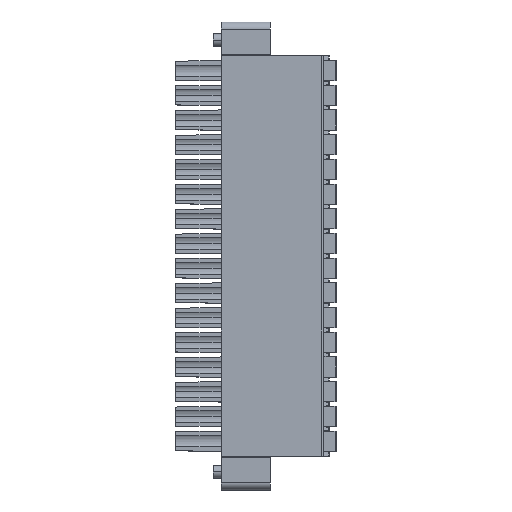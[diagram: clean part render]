
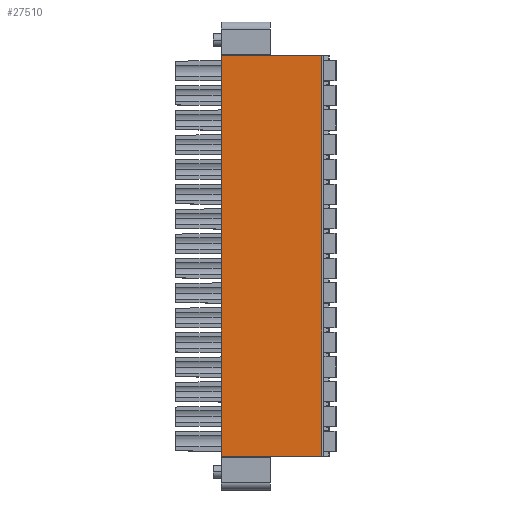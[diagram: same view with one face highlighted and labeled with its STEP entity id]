
A CAD part, top view. The second image highlights one B-rep face of the part: STEP entity #27510.
In plain terms, the highlighted planar face has unit normal (0, 0, 1).
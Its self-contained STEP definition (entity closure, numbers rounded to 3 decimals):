
#8508=DIRECTION('',(0.,1.,0.));
#8509=VECTOR('',#8508,56.7);
#8510=CARTESIAN_POINT('',(-6.625,-35.645,23.4));
#8511=LINE('',#8510,#8509);
#8512=DIRECTION('',(0.,-1.,0.));
#8513=VECTOR('',#8512,56.7);
#8514=CARTESIAN_POINT('',(7.575,21.055,23.4));
#8515=LINE('',#8514,#8513);
#8516=DIRECTION('',(-1.,0.,0.));
#8517=VECTOR('',#8516,6.95);
#8518=CARTESIAN_POINT('',(0.325,21.055,23.4));
#8519=LINE('',#8518,#8517);
#8600=DIRECTION('',(-1.,0.,0.));
#8601=VECTOR('',#8600,7.25);
#8602=CARTESIAN_POINT('',(7.575,21.055,23.4));
#8603=LINE('',#8602,#8601);
#8886=DIRECTION('',(1.,0.,0.));
#8887=VECTOR('',#8886,7.25);
#8888=CARTESIAN_POINT('',(0.325,-35.645,23.4));
#8889=LINE('',#8888,#8887);
#10031=DIRECTION('',(1.,0.,0.));
#10032=VECTOR('',#10031,6.95);
#10033=CARTESIAN_POINT('',(-6.625,-35.645,23.4));
#10034=LINE('',#10033,#10032);
#12489=CARTESIAN_POINT('',(-6.625,-35.645,23.4));
#12491=VERTEX_POINT('',#12489);
#12658=CARTESIAN_POINT('',(7.575,-35.645,23.4));
#12659=VERTEX_POINT('',#12658);
#12660=CARTESIAN_POINT('',(0.325,-35.645,23.4));
#12661=VERTEX_POINT('',#12660);
#15676=CARTESIAN_POINT('',(-6.625,21.055,23.4));
#15677=VERTEX_POINT('',#15676);
#15757=CARTESIAN_POINT('',(7.575,21.055,23.4));
#15758=VERTEX_POINT('',#15757);
#15759=CARTESIAN_POINT('',(0.325,21.055,23.4));
#15760=VERTEX_POINT('',#15759);
#27493=CARTESIAN_POINT('',(4.299,13.355,23.4));
#27494=DIRECTION('',(0.,0.,1.));
#27495=DIRECTION('',(-1.,0.,0.));
#27496=AXIS2_PLACEMENT_3D('',#27493,#27494,#27495);
#27497=PLANE('',#27496);
#27498=ORIENTED_EDGE('',*,*,#15985,.T.);
#27500=ORIENTED_EDGE('',*,*,#27499,.F.);
#27502=ORIENTED_EDGE('',*,*,#27501,.F.);
#27503=ORIENTED_EDGE('',*,*,#27483,.T.);
#27505=ORIENTED_EDGE('',*,*,#27504,.F.);
#27507=ORIENTED_EDGE('',*,*,#27506,.F.);
#27508=EDGE_LOOP('',(#27498,#27500,#27502,#27503,#27505,#27507));
#27509=FACE_OUTER_BOUND('',#27508,.F.);
#15985=EDGE_CURVE('',#12491,#15677,#8511,.T.);
#27483=EDGE_CURVE('',#15758,#12659,#8515,.T.);
#27499=EDGE_CURVE('',#15760,#15677,#8519,.T.);
#27501=EDGE_CURVE('',#15758,#15760,#8603,.T.);
#27504=EDGE_CURVE('',#12661,#12659,#8889,.T.);
#27506=EDGE_CURVE('',#12491,#12661,#10034,.T.);
#27510=ADVANCED_FACE('',(#27509),#27497,.T.);
